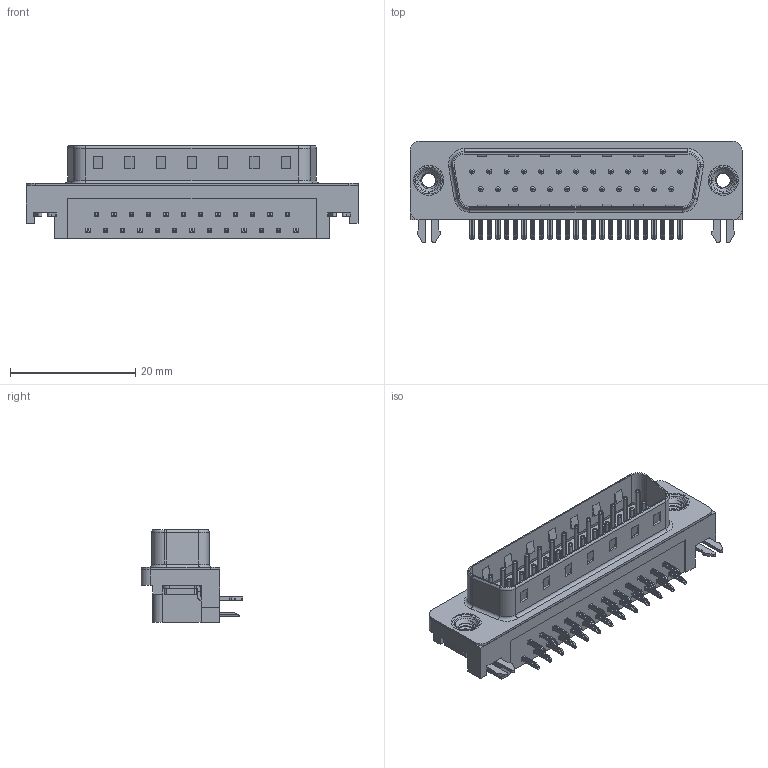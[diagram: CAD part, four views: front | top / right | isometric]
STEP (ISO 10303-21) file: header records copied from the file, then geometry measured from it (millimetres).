
FILE_DESCRIPTION (( 'STEP AP203' ), '1' );
FILE_NAME ('623-025-361-532.STEP', '2018-11-06T12:58:15', ( '' ), ( '' ), 'SwSTEP 2.0', 'SolidWorks 2016', '' );
FILE_SCHEMA (( 'CONFIG_CONTROL_DESIGN' ));
Length unit declared in the file: millimetre
Products named in the file (7): 623 4-40 Threaded Rivet; 623-025-361-532; 623 Housing_25 Socket; 623 Shell_25 Socket; 623 Contact Bottom; 623 Contact Top; 623 2 Prong Board Lock
Assembly tree (31 placements, depth 2):
  623-025-361-532
    623 Housing_25 Socket
    623 Shell_25 Socket
    623 Contact Bottom  x12
    623 Contact Top  x13
    623 2 Prong Board Lock  x2
    623 4-40 Threaded Rivet  x2
Bounding box: 53.04 x 16.25 x 14.8 mm (x, y, z)
Volume: 4734.7 mm3; surface area: 6778.8 mm2
Topology: 31 solids, 31 shells, 2285 faces, 5663 edges, 3501 vertices
Faces by surface type: plane 1433, cylinder 653, torus 181, cone 12, bspline 6
Entity records: 22782 total; most frequent: CARTESIAN_POINT 5200, DIRECTION 3408, ORIENTED_EDGE 3288, EDGE_CURVE 1644, VECTOR 1174, LINE 1174, AXIS2_PLACEMENT_3D 1117, VERTEX_POINT 1055
